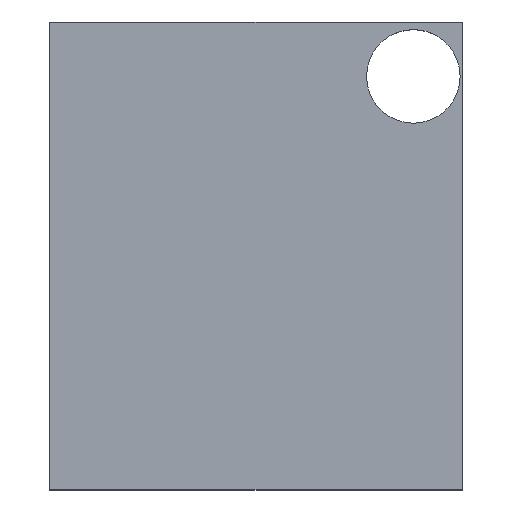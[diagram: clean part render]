
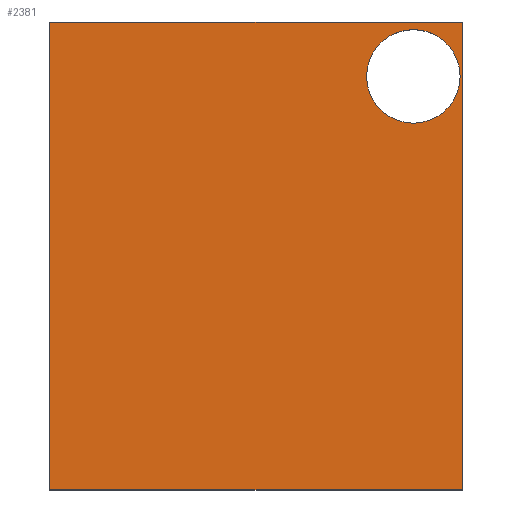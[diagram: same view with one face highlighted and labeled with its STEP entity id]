
A CAD part, top view. The second image highlights one B-rep face of the part: STEP entity #2381.
In plain terms, the highlighted planar face has unit normal (0, 0, 1).
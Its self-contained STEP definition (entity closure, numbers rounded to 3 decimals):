
#80=FACE_BOUND('',#323,.T.);
#82=CIRCLE('',#2567,1.5);
#168=FACE_OUTER_BOUND('',#322,.T.);
#322=EDGE_LOOP('',(#1608,#1609,#1610,#1611));
#323=EDGE_LOOP('',(#1612));
#472=LINE('',#3479,#751);
#475=LINE('',#3485,#754);
#479=LINE('',#3497,#758);
#482=LINE('',#3501,#761);
#751=VECTOR('',#2779,10.);
#754=VECTOR('',#2784,10.);
#758=VECTOR('',#2796,10.);
#761=VECTOR('',#2801,10.);
#1030=VERTEX_POINT('',#3476);
#1031=VERTEX_POINT('',#3478);
#1033=VERTEX_POINT('',#3484);
#1035=VERTEX_POINT('',#3490);
#1037=VERTEX_POINT('',#3496);
#1252=EDGE_CURVE('',#1031,#1030,#472,.T.);
#1255=EDGE_CURVE('',#1033,#1031,#475,.T.);
#1259=EDGE_CURVE('',#1035,#1035,#82,.T.);
#1261=EDGE_CURVE('',#1037,#1033,#479,.T.);
#1264=EDGE_CURVE('',#1030,#1037,#482,.T.);
#1608=ORIENTED_EDGE('',*,*,#1264,.T.);
#1609=ORIENTED_EDGE('',*,*,#1261,.T.);
#1610=ORIENTED_EDGE('',*,*,#1255,.T.);
#1611=ORIENTED_EDGE('',*,*,#1252,.T.);
#1612=ORIENTED_EDGE('',*,*,#1259,.T.);
#2254=PLANE('',#2571);
#2381=ADVANCED_FACE('',(#168,#80),#2254,.F.);
#2567=AXIS2_PLACEMENT_3D('',#3492,#2791,#2792);
#2571=AXIS2_PLACEMENT_3D('',#3503,#2804,#2805);
#2779=DIRECTION('',(1.,0.,0.));
#2784=DIRECTION('',(0.,-1.,0.));
#2791=DIRECTION('center_axis',(0.,0.,-1.));
#2792=DIRECTION('ref_axis',(1.,0.,0.));
#2796=DIRECTION('',(-1.,0.,0.));
#2801=DIRECTION('',(0.,1.,0.));
#2804=DIRECTION('center_axis',(0.,0.,-1.));
#2805=DIRECTION('ref_axis',(1.,0.,0.));
#3476=CARTESIAN_POINT('',(5.225,-8.35,2.93));
#3478=CARTESIAN_POINT('',(-8.,-8.35,2.93));
#3479=CARTESIAN_POINT('',(-8.,-8.35,2.93));
#3484=CARTESIAN_POINT('',(-8.,6.65,2.93));
#3485=CARTESIAN_POINT('',(-8.,6.65,2.93));
#3490=CARTESIAN_POINT('',(2.158,4.906,2.93));
#3492=CARTESIAN_POINT('Origin',(3.658,4.906,2.93));
#3496=CARTESIAN_POINT('',(5.225,6.65,2.93));
#3497=CARTESIAN_POINT('',(-5.225,6.65,2.93));
#3501=CARTESIAN_POINT('',(5.225,-8.35,2.93));
#3503=CARTESIAN_POINT('Origin',(0.,0.,2.93));
